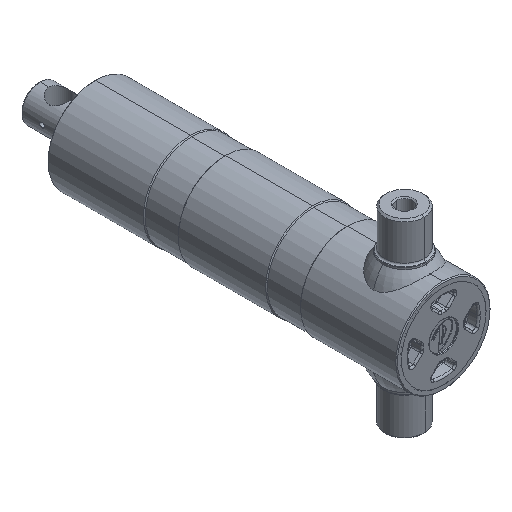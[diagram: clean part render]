
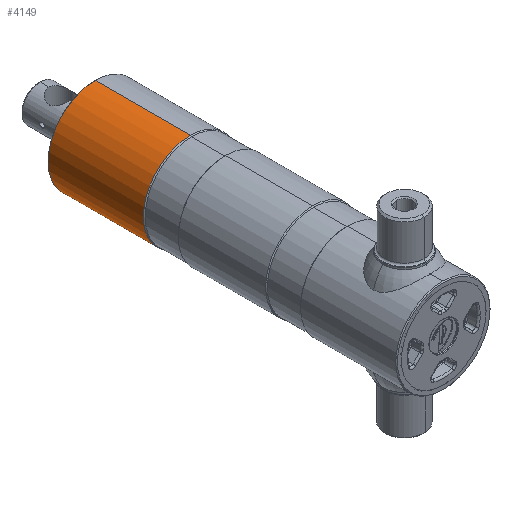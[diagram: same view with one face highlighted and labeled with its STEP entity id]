
A CAD part, isometric view. The second image highlights one B-rep face of the part: STEP entity #4149.
In plain terms, the highlighted cylindrical face has radius 54 mm (diameter 108 mm), a partial arc.
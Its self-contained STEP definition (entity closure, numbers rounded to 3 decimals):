
#666 = DIRECTION ( 'NONE',  ( 0., 0., 1. ) ) ;
#667 = EDGE_LOOP ( 'NONE', ( #3072, #2286, #7004, #1163 ) ) ;
#719 = DIRECTION ( 'NONE',  ( 0., -1., 0. ) ) ;
#756 = EDGE_CURVE ( 'NONE', #1315, #5993, #6353, .T. ) ;
#820 = DIRECTION ( 'NONE',  ( 0., -1., 0. ) ) ;
#1070 = VECTOR ( 'NONE', #719, 1000. ) ;
#1122 = VERTEX_POINT ( 'NONE', #4284 ) ;
#1163 = ORIENTED_EDGE ( 'NONE', *, *, #756, .F. ) ;
#1315 = VERTEX_POINT ( 'NONE', #8320 ) ;
#1511 = CARTESIAN_POINT ( 'NONE',  ( 0., 297.089, 0. ) ) ;
#1513 = AXIS2_PLACEMENT_3D ( 'NONE', #3071, #820, #9070 ) ;
#1614 = VECTOR ( 'NONE', #4722, 1000. ) ;
#2274 = DIRECTION ( 'NONE',  ( 0., 0., 1. ) ) ;
#2286 = ORIENTED_EDGE ( 'NONE', *, *, #6813, .T. ) ;
#3071 = CARTESIAN_POINT ( 'NONE',  ( 0., -10.371, 0. ) ) ;
#3072 = ORIENTED_EDGE ( 'NONE', *, *, #3330, .T. ) ;
#3190 = CIRCLE ( 'NONE', #5667, 54. ) ;
#3330 = EDGE_CURVE ( 'NONE', #1315, #5861, #3190, .T. ) ;
#4149 = ADVANCED_FACE ( 'NONE', ( #6089 ), #8905, .T. ) ;
#4284 = CARTESIAN_POINT ( 'NONE',  ( 0., 297.089, -54. ) ) ;
#4722 = DIRECTION ( 'NONE',  ( 0., -1., 0. ) ) ;
#5042 = EDGE_CURVE ( 'NONE', #5993, #1122, #7302, .T. ) ;
#5266 = DIRECTION ( 'NONE',  ( 0., -1., 0. ) ) ;
#5667 = AXIS2_PLACEMENT_3D ( 'NONE', #9678, #5266, #666 ) ;
#5861 = VERTEX_POINT ( 'NONE', #6932 ) ;
#5993 = VERTEX_POINT ( 'NONE', #7059 ) ;
#6089 = FACE_OUTER_BOUND ( 'NONE', #667, .T. ) ;
#6353 = LINE ( 'NONE', #9098, #1614 ) ;
#6596 = LINE ( 'NONE', #9005, #1070 ) ;
#6751 = DIRECTION ( 'NONE',  ( 0., -1., 0. ) ) ;
#6813 = EDGE_CURVE ( 'NONE', #5861, #1122, #6596, .T. ) ;
#6932 = CARTESIAN_POINT ( 'NONE',  ( 0., 406.089, -54. ) ) ;
#6974 = AXIS2_PLACEMENT_3D ( 'NONE', #1511, #6751, #2274 ) ;
#7004 = ORIENTED_EDGE ( 'NONE', *, *, #5042, .F. ) ;
#7059 = CARTESIAN_POINT ( 'NONE',  ( 0., 297.089, 54. ) ) ;
#7302 = CIRCLE ( 'NONE', #6974, 54. ) ;
#8320 = CARTESIAN_POINT ( 'NONE',  ( 0., 406.089, 54. ) ) ;
#8905 = CYLINDRICAL_SURFACE ( 'NONE', #1513, 54. ) ;
#9005 = CARTESIAN_POINT ( 'NONE',  ( 0., -10.371, -54. ) ) ;
#9070 = DIRECTION ( 'NONE',  ( 0., 0., 1. ) ) ;
#9098 = CARTESIAN_POINT ( 'NONE',  ( 0., -10.371, 54. ) ) ;
#9678 = CARTESIAN_POINT ( 'NONE',  ( 0., 406.089, 0. ) ) ;
